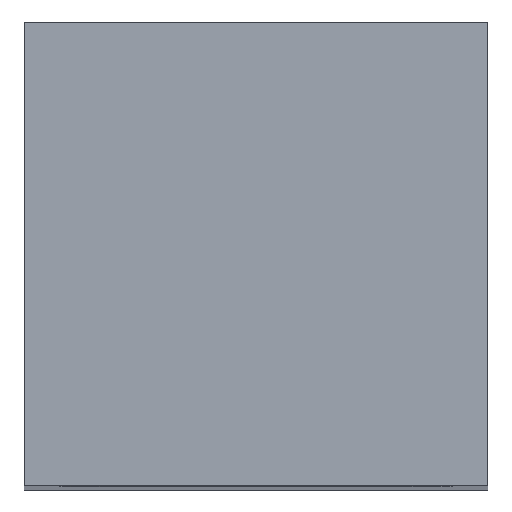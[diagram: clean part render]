
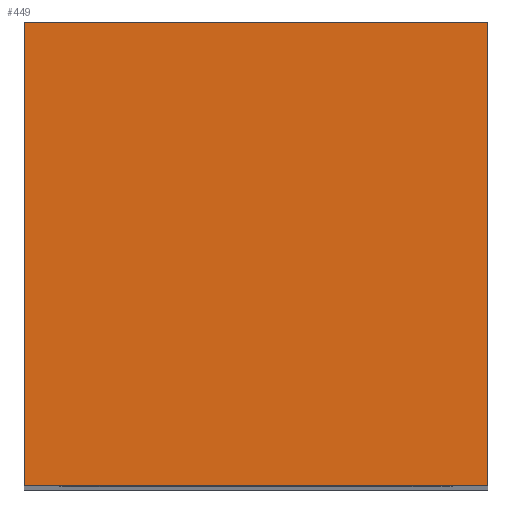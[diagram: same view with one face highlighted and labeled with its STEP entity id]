
A CAD part, top view. The second image highlights one B-rep face of the part: STEP entity #449.
In plain terms, the highlighted planar face has unit normal (0, 0, 1).
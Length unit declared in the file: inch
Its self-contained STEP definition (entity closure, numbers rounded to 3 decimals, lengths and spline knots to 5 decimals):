
#43 = ORIENTED_EDGE ( 'NONE', *, *, #259, .F. ) ;
#109 = DIRECTION ( 'NONE',  ( 0., -1., 0. ) ) ;
#121 = EDGE_CURVE ( 'NONE', #205, #355, #410, .T. ) ;
#153 = ORIENTED_EDGE ( 'NONE', *, *, #447, .F. ) ;
#169 = CARTESIAN_POINT ( 'NONE',  ( -0.1575, 0.1575, 0. ) ) ;
#200 = DIRECTION ( 'NONE',  ( 0., 0., -1. ) ) ;
#205 = VERTEX_POINT ( 'NONE', #263 ) ;
#218 = CARTESIAN_POINT ( 'NONE',  ( -0.1575, -0.1575, 0. ) ) ;
#233 = DIRECTION ( 'NONE',  ( 1., 0., 0. ) ) ;
#242 = CARTESIAN_POINT ( 'NONE',  ( 0.1575, -0.1575, 0. ) ) ;
#259 = EDGE_CURVE ( 'NONE', #205, #451, #446, .T. ) ;
#263 = CARTESIAN_POINT ( 'NONE',  ( -0.1575, 0.1575, 0. ) ) ;
#279 = DIRECTION ( 'NONE',  ( -1., 0., 0. ) ) ;
#284 = AXIS2_PLACEMENT_3D ( 'NONE', #441, #200, #279 ) ;
#307 = LINE ( 'NONE', #218, #346 ) ;
#317 = ORIENTED_EDGE ( 'NONE', *, *, #121, .T. ) ;
#335 = VECTOR ( 'NONE', #494, 39.37008 ) ;
#346 = VECTOR ( 'NONE', #233, 39.37008 ) ;
#350 = PLANE ( 'NONE',  #284 ) ;
#355 = VERTEX_POINT ( 'NONE', #498 ) ;
#359 = EDGE_CURVE ( 'NONE', #355, #363, #307, .T. ) ;
#363 = VERTEX_POINT ( 'NONE', #242 ) ;
#410 = LINE ( 'NONE', #169, #496 ) ;
#427 = VECTOR ( 'NONE', #109, 39.37008 ) ;
#432 = EDGE_LOOP ( 'NONE', ( #466, #153, #43, #317 ) ) ;
#438 = CARTESIAN_POINT ( 'NONE',  ( 0.1575, 0.1575, 0. ) ) ;
#441 = CARTESIAN_POINT ( 'NONE',  ( -0.1575, 0.1575, 0. ) ) ;
#446 = LINE ( 'NONE', #461, #335 ) ;
#447 = EDGE_CURVE ( 'NONE', #451, #363, #499, .T. ) ;
#449 = ADVANCED_FACE ( 'NONE', ( #468 ), #350, .F. ) ;
#451 = VERTEX_POINT ( 'NONE', #504 ) ;
#461 = CARTESIAN_POINT ( 'NONE',  ( -0.1575, 0.1575, 0. ) ) ;
#466 = ORIENTED_EDGE ( 'NONE', *, *, #359, .T. ) ;
#468 = FACE_OUTER_BOUND ( 'NONE', #432, .T. ) ;
#484 = DIRECTION ( 'NONE',  ( 0., -1., 0. ) ) ;
#494 = DIRECTION ( 'NONE',  ( 1., 0., 0. ) ) ;
#496 = VECTOR ( 'NONE', #484, 39.37008 ) ;
#498 = CARTESIAN_POINT ( 'NONE',  ( -0.1575, -0.1575, 0. ) ) ;
#499 = LINE ( 'NONE', #438, #427 ) ;
#504 = CARTESIAN_POINT ( 'NONE',  ( 0.1575, 0.1575, 0. ) ) ;
